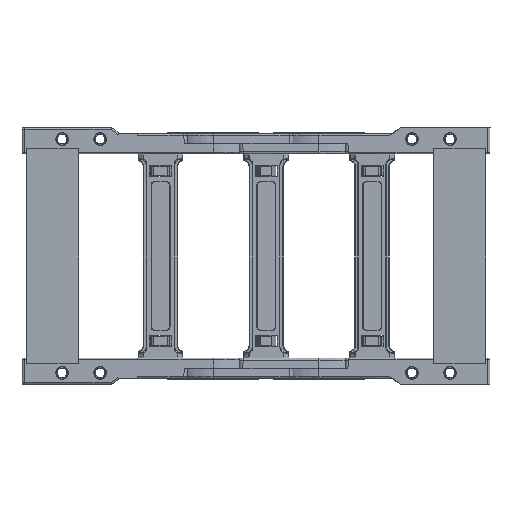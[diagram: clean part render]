
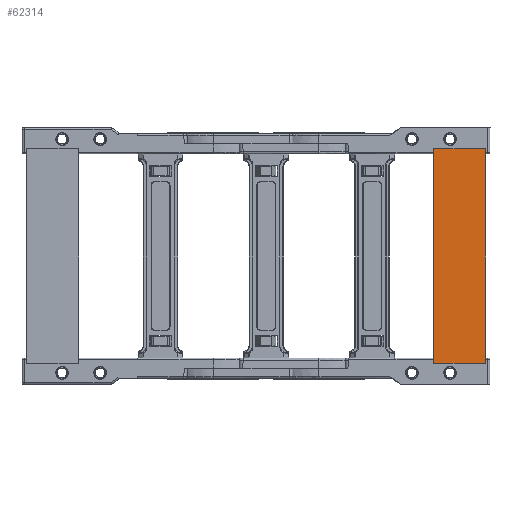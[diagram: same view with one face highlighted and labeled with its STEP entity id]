
A CAD part, front view. The second image highlights one B-rep face of the part: STEP entity #62314.
In plain terms, the highlighted planar face has unit normal (0, -1, 0).
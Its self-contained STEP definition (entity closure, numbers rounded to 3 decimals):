
#1415 = DIRECTION ( 'NONE',  ( 0., -1., 0. ) ) ;
#7662 = EDGE_CURVE ( 'NONE', #150882, #25394, #104010, .T. ) ;
#10184 = FACE_OUTER_BOUND ( 'NONE', #98278, .T. ) ;
#12389 = DIRECTION ( 'NONE',  ( 1., 0., 0. ) ) ;
#13406 = PLANE ( 'NONE',  #22537 ) ;
#16791 = ORIENTED_EDGE ( 'NONE', *, *, #127469, .T. ) ;
#17745 = CARTESIAN_POINT ( 'NONE',  ( 29.748, 143.024, -4.503 ) ) ;
#18019 = LINE ( 'NONE', #140604, #115158 ) ;
#19434 = VERTEX_POINT ( 'NONE', #72996 ) ;
#20333 = CARTESIAN_POINT ( 'NONE',  ( 59.985, 143.024, 121.997 ) ) ;
#22403 = EDGE_CURVE ( 'NONE', #19434, #150882, #67638, .T. ) ;
#22537 = AXIS2_PLACEMENT_3D ( 'NONE', #144294, #1415, #12389 ) ;
#25394 = VERTEX_POINT ( 'NONE', #20333 ) ;
#32665 = LINE ( 'NONE', #113974, #148218 ) ;
#40035 = ORIENTED_EDGE ( 'NONE', *, *, #7662, .F. ) ;
#45246 = DIRECTION ( 'NONE',  ( 1., 0., 0. ) ) ;
#62314 = ADVANCED_FACE ( 'NONE', ( #10184 ), #13406, .T. ) ;
#67638 = LINE ( 'NONE', #17745, #119880 ) ;
#72996 = CARTESIAN_POINT ( 'NONE',  ( 29.748, 143.024, -4.503 ) ) ;
#89022 = ORIENTED_EDGE ( 'NONE', *, *, #22403, .F. ) ;
#89888 = ORIENTED_EDGE ( 'NONE', *, *, #149293, .T. ) ;
#93095 = CARTESIAN_POINT ( 'NONE',  ( 59.985, 143.024, -4.503 ) ) ;
#98278 = EDGE_LOOP ( 'NONE', ( #16791, #40035, #89022, #89888 ) ) ;
#101516 = DIRECTION ( 'NONE',  ( 1., 0., 0. ) ) ;
#104010 = LINE ( 'NONE', #128142, #111454 ) ;
#110796 = VERTEX_POINT ( 'NONE', #93095 ) ;
#111454 = VECTOR ( 'NONE', #45246, 1000. ) ;
#113974 = CARTESIAN_POINT ( 'NONE',  ( 59.985, 143.024, -4.503 ) ) ;
#115158 = VECTOR ( 'NONE', #101516, 1000. ) ;
#119880 = VECTOR ( 'NONE', #123646, 1000. ) ;
#123646 = DIRECTION ( 'NONE',  ( 0., 0., 1. ) ) ;
#125961 = DIRECTION ( 'NONE',  ( 0., 0., 1. ) ) ;
#127469 = EDGE_CURVE ( 'NONE', #110796, #25394, #32665, .T. ) ;
#128142 = CARTESIAN_POINT ( 'NONE',  ( 29.748, 143.024, 121.997 ) ) ;
#140604 = CARTESIAN_POINT ( 'NONE',  ( 29.748, 143.024, -4.503 ) ) ;
#144294 = CARTESIAN_POINT ( 'NONE',  ( 29.748, 143.024, -4.503 ) ) ;
#148218 = VECTOR ( 'NONE', #125961, 1000. ) ;
#149293 = EDGE_CURVE ( 'NONE', #19434, #110796, #18019, .T. ) ;
#150882 = VERTEX_POINT ( 'NONE', #153021 ) ;
#153021 = CARTESIAN_POINT ( 'NONE',  ( 29.748, 143.024, 121.997 ) ) ;
